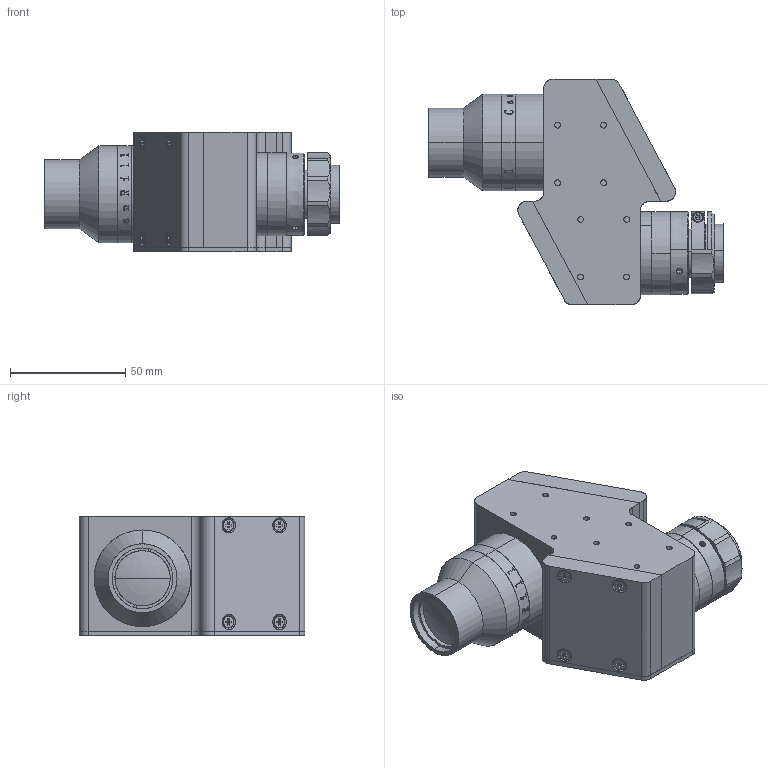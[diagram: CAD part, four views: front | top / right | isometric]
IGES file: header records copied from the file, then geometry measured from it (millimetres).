
Start section: SolidWorks IGES file using analytic representation for surfaces
Global section: file name: XF-MH1X152.IGS; native system: SolidWorks 2014; preprocessor: SolidWorks 2014; author: canrill-02; date: 200413.123110; units: millimetre
Bounding box: 128 x 98 x 52 mm (x, y, z)
Surface area: 40183.9 mm2 (no closed solid volume)
Topology: 0 solids, 0 shells, 463 faces, 7774 edges, 7771 vertices
Faces by surface type: bspline 237, revolution 226
